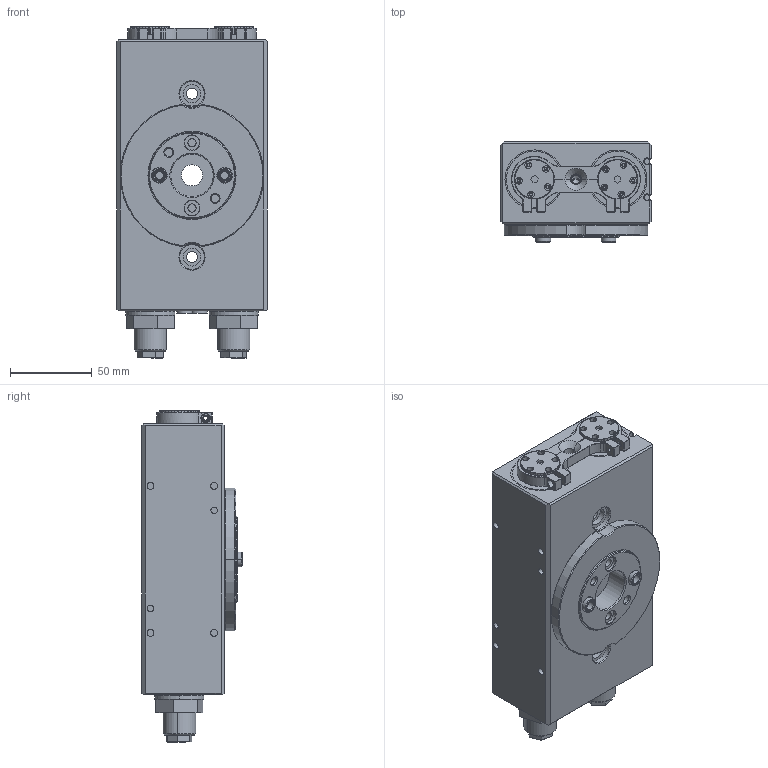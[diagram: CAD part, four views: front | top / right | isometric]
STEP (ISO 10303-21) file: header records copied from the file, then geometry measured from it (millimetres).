
FILE_DESCRIPTION (( 'STEP AP203' ), '1' );
FILE_NAME ('TP32-180.STEP', '2025-01-03T02:32:10', ( 'USER-' ), ( 'Microsoft' ), 'SwSTEP 2.0', 'SolidWorks 2018', '' );
FILE_SCHEMA (( 'CONFIG_CONTROL_DESIGN' ));
Length unit declared in the file: millimetre
Products named in the file (21): TP32-10 粣創揤遠; 1-TP32-07硬限位圈; 20-15遣喳ん隅倰莉こ-1; 1-TP32-08 癹弇縐嘀; YH2015-A-01-1B綴猾俋褲极; YH2015-A-01-2B后封油腔衬套; 缓冲器密封钢圈; 棠羲換覜ん; M5晦す芛蹟隊; 1-TP32-05 茞癹弇蟀諉极; 1-TP32-06 茞癹弇裝; ﾏ擎ﾗ9｡ﾁ6｡ﾁ5; TP32; 20-15遣喳ん隅倰莉こ; 1-TP32-01 褲极; 1-TP32-04 遣喳蟀諉极; 1-TP32-02 喘謫粣; YH2015-A-01B 郪磁宒褲极; TP32-180; YH2015-A-01B 郪磁宒褲极-1; 遣喳ん坶踡蹟譫
Assembly tree (31 placements, depth 4):
  TP32-180
    20-15遣喳ん隅倰莉こ
      YH2015-A-01B 郪磁宒褲极
        YH2015-A-01-1B綴猾俋褲极
        YH2015-A-01-2B后封油腔衬套
    20-15遣喳ん隅倰莉こ-1
      YH2015-A-01B 郪磁宒褲极-1
        YH2015-A-01-1B綴猾俋褲极
        YH2015-A-01-2B后封油腔衬套
    1-TP32-02 喘謫粣
    1-TP32-01 褲极
    1-TP32-04 遣喳蟀諉极  x2
    缓冲器密封钢圈  x2
    遣喳ん坶踡蹟譫  x2
    1-TP32-05 茞癹弇蟀諉极  x2
    1-TP32-06 茞癹弇裝  x2
    1-TP32-07硬限位圈  x2
    1-TP32-08 癹弇縐嘀
    M5晦す芛蹟隊  x2
    TP32-10 粣創揤遠
    TP32
    ﾏ擎ﾗ9｡ﾁ6｡ﾁ5  x2
    棠羲換覜ん  x2
Bounding box: 92 x 61.4 x 203.33 mm (x, y, z)
Volume: 589494.1 mm3; surface area: 173246.1 mm2
Topology: 27 solids, 47 shells, 2379 faces, 5953 edges, 3726 vertices
Faces by surface type: plane 1183, cone 458, cylinder 452, bspline 260, torus 26
Entity records: 64350 total; most frequent: CARTESIAN_POINT 21301, ORIENTED_EDGE 8800, DIRECTION 7653, EDGE_CURVE 4400, VERTEX_POINT 2813, AXIS2_PLACEMENT_3D 2577, VECTOR 2499, LINE 2499
